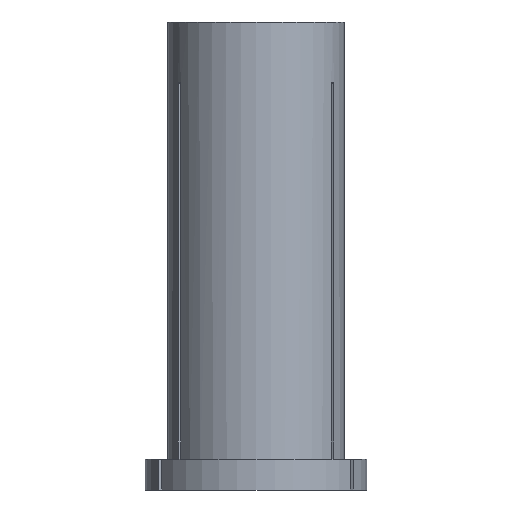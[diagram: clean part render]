
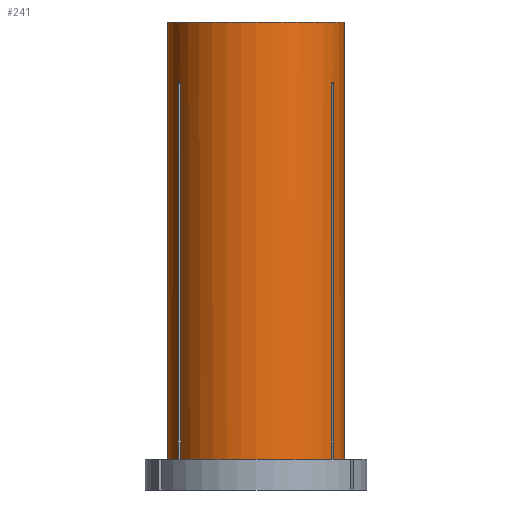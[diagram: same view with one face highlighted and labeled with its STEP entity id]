
A CAD part, front view. The second image highlights one B-rep face of the part: STEP entity #241.
In plain terms, the highlighted cylindrical face has radius 10 mm (diameter 20 mm), a partial arc.
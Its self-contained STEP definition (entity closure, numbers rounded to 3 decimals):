
#10 = LINE ( 'NONE', #664, #94 ) ;
#15 = VERTEX_POINT ( 'NONE', #962 ) ;
#18 = CARTESIAN_POINT ( 'NONE',  ( -8.506, -5.258, -6.812 ) ) ;
#55 = CARTESIAN_POINT ( 'NONE',  ( -10., 0., -49.4 ) ) ;
#57 = CARTESIAN_POINT ( 'NONE',  ( 8.506, -5.258, -6.812 ) ) ;
#64 = CARTESIAN_POINT ( 'NONE',  ( -8.559, -5.172, -6.81 ) ) ;
#74 = CARTESIAN_POINT ( 'NONE',  ( -8.662, -5., -6.808 ) ) ;
#94 = VECTOR ( 'NONE', #332, 1000. ) ;
#95 = CARTESIAN_POINT ( 'NONE',  ( -8.506, -5.258, -49.4 ) ) ;
#115 = VERTEX_POINT ( 'NONE', #470 ) ;
#138 = EDGE_CURVE ( 'NONE', #1376, #1103, #768, .T. ) ;
#158 = CARTESIAN_POINT ( 'NONE',  ( -8.506, -5.258, -6.812 ) ) ;
#162 = EDGE_CURVE ( 'NONE', #738, #1070, #277, .T. ) ;
#231 = CARTESIAN_POINT ( 'NONE',  ( -8.759, -4.826, -6.81 ) ) ;
#241 = ADVANCED_FACE ( 'NONE', ( #689 ), #1014, .T. ) ;
#248 = CARTESIAN_POINT ( 'NONE',  ( 0., 0., -49.4 ) ) ;
#250 = ORIENTED_EDGE ( 'NONE', *, *, #539, .F. ) ;
#251 = DIRECTION ( 'NONE',  ( 0., 0., 1. ) ) ;
#277 = CIRCLE ( 'NONE', #1473, 10. ) ;
#282 = DIRECTION ( 'NONE',  ( 1., 0., 0. ) ) ;
#284 = DIRECTION ( 'NONE',  ( 0., 0., 1. ) ) ;
#310 = EDGE_CURVE ( 'NONE', #1103, #1519, #893, .T. ) ;
#326 = ORIENTED_EDGE ( 'NONE', *, *, #412, .T. ) ;
#327 = CARTESIAN_POINT ( 'NONE',  ( -10., 0., 0. ) ) ;
#332 = DIRECTION ( 'NONE',  ( 0., 0., 1. ) ) ;
#334 = CARTESIAN_POINT ( 'NONE',  ( -8.806, -4.738, -6.812 ) ) ;
#365 = ORIENTED_EDGE ( 'NONE', *, *, #1234, .F. ) ;
#376 = LINE ( 'NONE', #327, #912 ) ;
#377 = VECTOR ( 'NONE', #1265, 1000. ) ;
#392 = CARTESIAN_POINT ( 'NONE',  ( 8.806, -4.738, -6.812 ) ) ;
#412 = EDGE_CURVE ( 'NONE', #513, #115, #915, .T. ) ;
#428 = DIRECTION ( 'NONE',  ( 0., 0., 1. ) ) ;
#454 = AXIS2_PLACEMENT_3D ( 'NONE', #1380, #1175, #1080 ) ;
#462 = CARTESIAN_POINT ( 'NONE',  ( 8.506, -5.258, -6.812 ) ) ;
#470 = CARTESIAN_POINT ( 'NONE',  ( 10., 0., 0. ) ) ;
#474 = B_SPLINE_CURVE_WITH_KNOTS ( 'NONE', 3,
 ( #462, #772, #994, #1527, #392 ),
 .UNSPECIFIED., .F., .F.,
 ( 4, 1, 4 ),
 ( 0.065, 0.065, 0.065 ),
 .UNSPECIFIED. ) ;
#483 = EDGE_CURVE ( 'NONE', #15, #513, #508, .T. ) ;
#508 = CIRCLE ( 'NONE', #807, 10. ) ;
#513 = VERTEX_POINT ( 'NONE', #934 ) ;
#537 = ORIENTED_EDGE ( 'NONE', *, *, #1245, .F. ) ;
#539 = EDGE_CURVE ( 'NONE', #15, #853, #1453, .T. ) ;
#545 = DIRECTION ( 'NONE',  ( 1., 0., 0. ) ) ;
#567 = DIRECTION ( 'NONE',  ( 1., 0., 0. ) ) ;
#586 = CARTESIAN_POINT ( 'NONE',  ( -8.806, -4.738, 0. ) ) ;
#587 = ORIENTED_EDGE ( 'NONE', *, *, #818, .T. ) ;
#591 = EDGE_CURVE ( 'NONE', #738, #1519, #806, .T. ) ;
#653 = ORIENTED_EDGE ( 'NONE', *, *, #901, .T. ) ;
#664 = CARTESIAN_POINT ( 'NONE',  ( 8.506, -5.258, 0. ) ) ;
#689 = FACE_OUTER_BOUND ( 'NONE', #693, .T. ) ;
#693 = EDGE_LOOP ( 'NONE', ( #537, #587, #1262, #1406, #981, #1480, #653, #701, #250, #1297, #326, #365 ) ) ;
#701 = ORIENTED_EDGE ( 'NONE', *, *, #1496, .T. ) ;
#719 = VERTEX_POINT ( 'NONE', #1078 ) ;
#727 = DIRECTION ( 'NONE',  ( 0., 0., 1. ) ) ;
#738 = VERTEX_POINT ( 'NONE', #95 ) ;
#741 = CARTESIAN_POINT ( 'NONE',  ( 0., 0., 0. ) ) ;
#768 = LINE ( 'NONE', #586, #1329 ) ;
#772 = CARTESIAN_POINT ( 'NONE',  ( 8.559, -5.173, -6.81 ) ) ;
#806 = LINE ( 'NONE', #822, #1073 ) ;
#807 = AXIS2_PLACEMENT_3D ( 'NONE', #965, #727, #282 ) ;
#818 = EDGE_CURVE ( 'NONE', #1483, #1376, #1449, .T. ) ;
#822 = CARTESIAN_POINT ( 'NONE',  ( -8.506, -5.258, 0. ) ) ;
#832 = VERTEX_POINT ( 'NONE', #57 ) ;
#850 = CARTESIAN_POINT ( 'NONE',  ( -8.806, -4.738, -49.4 ) ) ;
#853 = VERTEX_POINT ( 'NONE', #1378 ) ;
#856 = DIRECTION ( 'NONE',  ( 1., 0., 0. ) ) ;
#875 = DIRECTION ( 'NONE',  ( 0., 0., 1. ) ) ;
#880 = CARTESIAN_POINT ( 'NONE',  ( 8.806, -4.738, 0. ) ) ;
#893 = B_SPLINE_CURVE_WITH_KNOTS ( 'NONE', 3,
 ( #334, #231, #74, #64, #18 ),
 .UNSPECIFIED., .F., .F.,
 ( 4, 1, 4 ),
 ( 0.059, 0.059, 0.06 ),
 .UNSPECIFIED. ) ;
#901 = EDGE_CURVE ( 'NONE', #1070, #832, #10, .T. ) ;
#903 = DIRECTION ( 'NONE',  ( 0., 0., 1. ) ) ;
#912 = VECTOR ( 'NONE', #1048, 1000. ) ;
#915 = LINE ( 'NONE', #1045, #377 ) ;
#934 = CARTESIAN_POINT ( 'NONE',  ( 10., 0., -49.4 ) ) ;
#962 = CARTESIAN_POINT ( 'NONE',  ( 8.806, -4.738, -49.4 ) ) ;
#965 = CARTESIAN_POINT ( 'NONE',  ( 0., 0., -49.4 ) ) ;
#981 = ORIENTED_EDGE ( 'NONE', *, *, #591, .F. ) ;
#994 = CARTESIAN_POINT ( 'NONE',  ( 8.661, -5.001, -6.808 ) ) ;
#1014 = CYLINDRICAL_SURFACE ( 'NONE', #1052, 10. ) ;
#1045 = CARTESIAN_POINT ( 'NONE',  ( 10., 0., 0. ) ) ;
#1048 = DIRECTION ( 'NONE',  ( 0., 0., 1. ) ) ;
#1052 = AXIS2_PLACEMENT_3D ( 'NONE', #741, #284, #856 ) ;
#1070 = VERTEX_POINT ( 'NONE', #1401 ) ;
#1073 = VECTOR ( 'NONE', #428, 1000. ) ;
#1078 = CARTESIAN_POINT ( 'NONE',  ( -10., 0., 0. ) ) ;
#1080 = DIRECTION ( 'NONE',  ( 1., 0., 0. ) ) ;
#1103 = VERTEX_POINT ( 'NONE', #1172 ) ;
#1172 = CARTESIAN_POINT ( 'NONE',  ( -8.806, -4.738, -6.812 ) ) ;
#1175 = DIRECTION ( 'NONE',  ( 0., 0., 1. ) ) ;
#1209 = VECTOR ( 'NONE', #875, 1000. ) ;
#1233 = DIRECTION ( 'NONE',  ( 0., 0., 1. ) ) ;
#1234 = EDGE_CURVE ( 'NONE', #719, #115, #1258, .T. ) ;
#1245 = EDGE_CURVE ( 'NONE', #1483, #719, #376, .T. ) ;
#1258 = CIRCLE ( 'NONE', #454, 10. ) ;
#1260 = CARTESIAN_POINT ( 'NONE',  ( 0., 0., -49.4 ) ) ;
#1262 = ORIENTED_EDGE ( 'NONE', *, *, #138, .T. ) ;
#1265 = DIRECTION ( 'NONE',  ( 0., 0., 1. ) ) ;
#1297 = ORIENTED_EDGE ( 'NONE', *, *, #483, .T. ) ;
#1329 = VECTOR ( 'NONE', #1233, 1000. ) ;
#1376 = VERTEX_POINT ( 'NONE', #850 ) ;
#1378 = CARTESIAN_POINT ( 'NONE',  ( 8.806, -4.738, -6.812 ) ) ;
#1380 = CARTESIAN_POINT ( 'NONE',  ( 0., 0., 0. ) ) ;
#1401 = CARTESIAN_POINT ( 'NONE',  ( 8.506, -5.258, -49.4 ) ) ;
#1406 = ORIENTED_EDGE ( 'NONE', *, *, #310, .T. ) ;
#1449 = CIRCLE ( 'NONE', #1501, 10. ) ;
#1453 = LINE ( 'NONE', #880, #1209 ) ;
#1473 = AXIS2_PLACEMENT_3D ( 'NONE', #248, #251, #545 ) ;
#1480 = ORIENTED_EDGE ( 'NONE', *, *, #162, .T. ) ;
#1483 = VERTEX_POINT ( 'NONE', #55 ) ;
#1496 = EDGE_CURVE ( 'NONE', #832, #853, #474, .T. ) ;
#1501 = AXIS2_PLACEMENT_3D ( 'NONE', #1260, #903, #567 ) ;
#1519 = VERTEX_POINT ( 'NONE', #158 ) ;
#1527 = CARTESIAN_POINT ( 'NONE',  ( 8.759, -4.826, -6.81 ) ) ;
